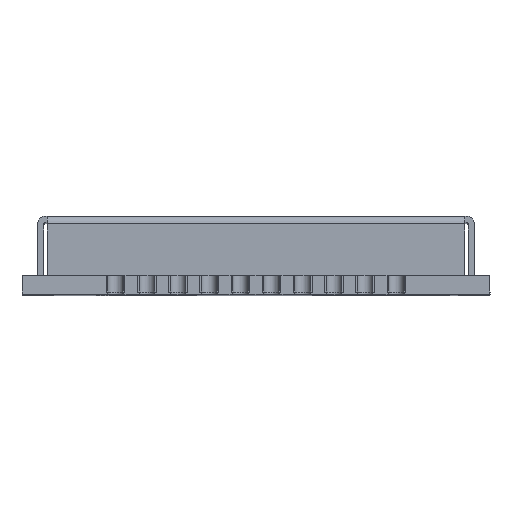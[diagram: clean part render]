
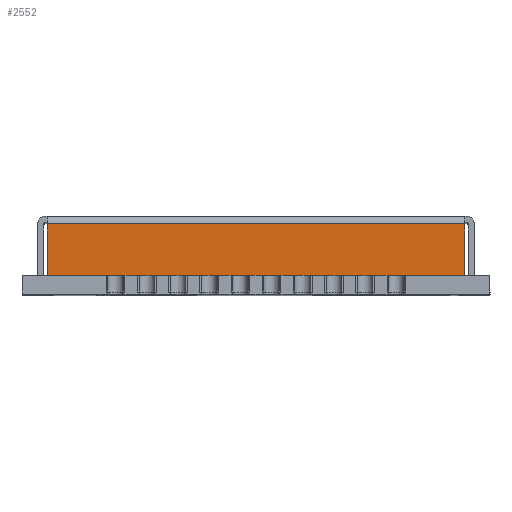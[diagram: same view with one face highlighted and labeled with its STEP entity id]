
A CAD part, top view. The second image highlights one B-rep face of the part: STEP entity #2552.
In plain terms, the highlighted planar face has unit normal (0, 0, 1).
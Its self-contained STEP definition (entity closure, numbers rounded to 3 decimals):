
#404 = VERTEX_POINT ( 'NONE', #15640 ) ;
#522 = VERTEX_POINT ( 'NONE', #3440 ) ;
#567 = VECTOR ( 'NONE', #13171, 1000. ) ;
#649 = DIRECTION ( 'NONE',  ( -1., 0., 0. ) ) ;
#1998 = LINE ( 'NONE', #20112, #10722 ) ;
#2080 = LINE ( 'NONE', #20788, #3474 ) ;
#2552 = ADVANCED_FACE ( 'NONE', ( #5562 ), #22180, .F. ) ;
#2651 = EDGE_CURVE ( 'NONE', #522, #27311, #9225, .T. ) ;
#3440 = CARTESIAN_POINT ( 'NONE',  ( -6.694, 2.25, 15.5 ) ) ;
#3474 = VECTOR ( 'NONE', #16567, 1000. ) ;
#3541 = VECTOR ( 'NONE', #7218, 1000. ) ;
#4179 = VERTEX_POINT ( 'NONE', #12731 ) ;
#4690 = ORIENTED_EDGE ( 'NONE', *, *, #15784, .T. ) ;
#5562 = FACE_OUTER_BOUND ( 'NONE', #11020, .T. ) ;
#6467 = CARTESIAN_POINT ( 'NONE',  ( -6.694, 30.656, 15.5 ) ) ;
#6558 = CARTESIAN_POINT ( 'NONE',  ( -6.694, 0.6, 15.5 ) ) ;
#7218 = DIRECTION ( 'NONE',  ( 0., -1., 0. ) ) ;
#9225 = LINE ( 'NONE', #6467, #3541 ) ;
#9296 = ORIENTED_EDGE ( 'NONE', *, *, #2651, .T. ) ;
#9765 = DIRECTION ( 'NONE',  ( 0., 1., 0. ) ) ;
#10722 = VECTOR ( 'NONE', #9765, 1000. ) ;
#11020 = EDGE_LOOP ( 'NONE', ( #14190, #4690, #9296, #20074 ) ) ;
#11478 = CARTESIAN_POINT ( 'NONE',  ( -7., 30.656, 15.5 ) ) ;
#12161 = EDGE_CURVE ( 'NONE', #404, #4179, #1998, .T. ) ;
#12731 = CARTESIAN_POINT ( 'NONE',  ( 6.694, 2.25, 15.5 ) ) ;
#13117 = EDGE_CURVE ( 'NONE', #27311, #404, #19076, .T. ) ;
#13171 = DIRECTION ( 'NONE',  ( 1., 0., 0. ) ) ;
#14190 = ORIENTED_EDGE ( 'NONE', *, *, #12161, .T. ) ;
#15204 = AXIS2_PLACEMENT_3D ( 'NONE', #11478, #20002, #649 ) ;
#15640 = CARTESIAN_POINT ( 'NONE',  ( 6.694, 0.6, 15.5 ) ) ;
#15784 = EDGE_CURVE ( 'NONE', #4179, #522, #2080, .T. ) ;
#16567 = DIRECTION ( 'NONE',  ( -1., 0., 0. ) ) ;
#19076 = LINE ( 'NONE', #23882, #567 ) ;
#20002 = DIRECTION ( 'NONE',  ( 0., 0., -1. ) ) ;
#20074 = ORIENTED_EDGE ( 'NONE', *, *, #13117, .T. ) ;
#20112 = CARTESIAN_POINT ( 'NONE',  ( 6.694, 30.656, 15.5 ) ) ;
#20788 = CARTESIAN_POINT ( 'NONE',  ( -6.694, 2.25, 15.5 ) ) ;
#22180 = PLANE ( 'NONE',  #15204 ) ;
#23882 = CARTESIAN_POINT ( 'NONE',  ( -7., 0.6, 15.5 ) ) ;
#27311 = VERTEX_POINT ( 'NONE', #6558 ) ;
